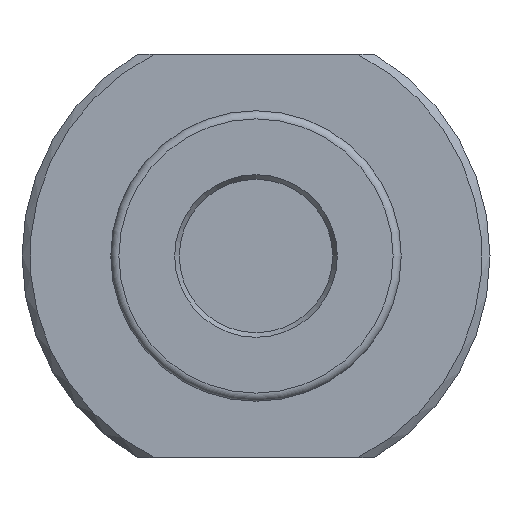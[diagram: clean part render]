
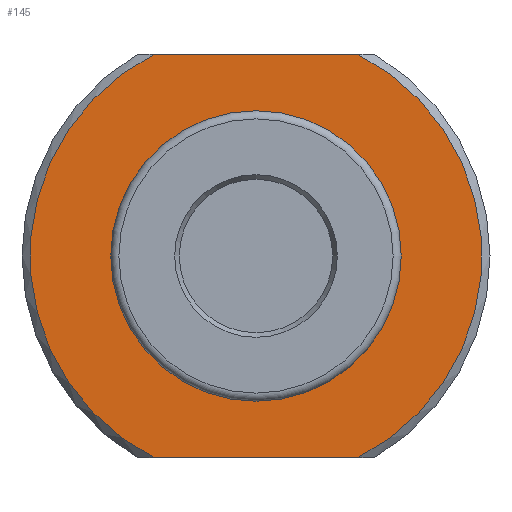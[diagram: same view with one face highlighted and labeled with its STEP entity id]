
A CAD part, left-side view. The second image highlights one B-rep face of the part: STEP entity #145.
In plain terms, the highlighted planar face has unit normal (-1, 0, 0).
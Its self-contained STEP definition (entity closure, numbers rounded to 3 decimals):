
#145 = ADVANCED_FACE( '', ( #362, #363 ), #364, .T. );
#362 = FACE_BOUND( '', #672, .T. );
#363 = FACE_OUTER_BOUND( '', #673, .T. );
#364 = PLANE( '', #674 );
#672 = EDGE_LOOP( '', ( #1050 ) );
#673 = EDGE_LOOP( '', ( #1051, #1052, #1053, #1054 ) );
#674 = AXIS2_PLACEMENT_3D( '', #1055, #1056, #1057 );
#1050 = ORIENTED_EDGE( '', *, *, #1772, .F. );
#1051 = ORIENTED_EDGE( '', *, *, #1773, .T. );
#1052 = ORIENTED_EDGE( '', *, *, #1774, .T. );
#1053 = ORIENTED_EDGE( '', *, *, #1775, .T. );
#1054 = ORIENTED_EDGE( '', *, *, #1776, .T. );
#1055 = CARTESIAN_POINT( '', ( -42.5, 0., 0. ) );
#1056 = DIRECTION( '', ( -1., 0., 0. ) );
#1057 = DIRECTION( '', ( 0., -1., 0. ) );
#1772 = EDGE_CURVE( '', #2119, #2119, #2120, .T. );
#1773 = EDGE_CURVE( '', #2121, #2122, #2123, .T. );
#1774 = EDGE_CURVE( '', #2122, #2124, #2125, .T. );
#1775 = EDGE_CURVE( '', #2124, #2126, #2127, .T. );
#1776 = EDGE_CURVE( '', #2126, #2121, #2128, .T. );
#2119 = VERTEX_POINT( '', #2690 );
#2120 = CIRCLE( '', #2691, 17.5 );
#2121 = VERTEX_POINT( '', #2692 );
#2122 = VERTEX_POINT( '', #2693 );
#2123 = CIRCLE( '', #2694, 28. );
#2124 = VERTEX_POINT( '', #2695 );
#2125 = LINE( '', #2696, #2697 );
#2126 = VERTEX_POINT( '', #2698 );
#2127 = CIRCLE( '', #2699, 28. );
#2128 = LINE( '', #2700, #2701 );
#2690 = CARTESIAN_POINT( '', ( -42.5, 0., 17.5 ) );
#2691 = AXIS2_PLACEMENT_3D( '', #3413, #3414, #3415 );
#2692 = CARTESIAN_POINT( '', ( -42.5, 12.61, 25. ) );
#2693 = CARTESIAN_POINT( '', ( -42.5, 12.61, -25. ) );
#2694 = AXIS2_PLACEMENT_3D( '', #3416, #3417, #3418 );
#2695 = CARTESIAN_POINT( '', ( -42.5, -12.61, -25. ) );
#2696 = CARTESIAN_POINT( '', ( -42.5, 0., -25. ) );
#2697 = VECTOR( '', #3419, 1000. );
#2698 = CARTESIAN_POINT( '', ( -42.5, -12.61, 25. ) );
#2699 = AXIS2_PLACEMENT_3D( '', #3420, #3421, #3422 );
#2700 = CARTESIAN_POINT( '', ( -42.5, 0., 25. ) );
#2701 = VECTOR( '', #3423, 1000. );
#3413 = CARTESIAN_POINT( '', ( -42.5, 0., 0. ) );
#3414 = DIRECTION( '', ( -1., 0., 0. ) );
#3415 = DIRECTION( '', ( 0., 0., 1. ) );
#3416 = CARTESIAN_POINT( '', ( -42.5, 0., 0. ) );
#3417 = DIRECTION( '', ( -1., 0., 0. ) );
#3418 = DIRECTION( '', ( 0., -1., 0. ) );
#3419 = DIRECTION( '', ( 0., -1., 0. ) );
#3420 = CARTESIAN_POINT( '', ( -42.5, 0., 0. ) );
#3421 = DIRECTION( '', ( -1., 0., 0. ) );
#3422 = DIRECTION( '', ( 0., -1., 0. ) );
#3423 = DIRECTION( '', ( 0., 1., 0. ) );
